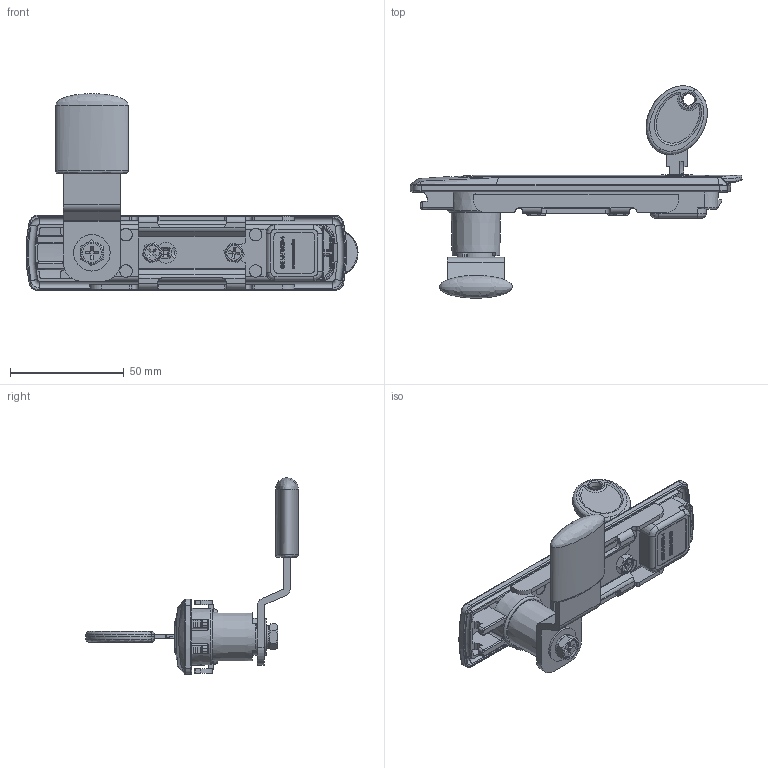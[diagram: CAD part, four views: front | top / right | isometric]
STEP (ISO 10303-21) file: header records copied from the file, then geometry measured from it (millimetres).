
FILE_DESCRIPTION(/* description */ (''),/* implementation_level */ '2;1');
FILE_NAME(/* name */ 'SBH-AF3620-4 v1.step',/* time_stamp */ '2024-06-24T08:56:26+09:00',/* author */ (''),/* organization */ (''),/* preprocessor_version */ 'ST-DEVELOPER v20',/* originating_system */ 'Autodesk Translation Framework v13.14.0.145',/* authorisation */ '');
FILE_SCHEMA (('AUTOMOTIVE_DESIGN { 1 0 10303 214 3 1 1 }'));
Products named in the file (1): SBH-AF3620-4
Bounding box: 145.98 x 93.5 x 86.5 mm (x, y, z)
Volume: 56340.3 mm3; surface area: 53257.7 mm2
Topology: 17 solids, 17 shells, 1970 faces, 5240 edges, 3387 vertices
Faces by surface type: plane 983, bspline 460, cylinder 387, torus 66, cone 52, sphere 22
Full cylindrical faces by diameter (mm): 3.1 x2, 3.2 x1, 4 x2, 4.2 x2, 4.5 x2, 5 x3, 5.5 x6, 6 x1, 6.5 x2, 7 x2, 8.3 x1, 9.8 x1, 11.5 x1, 12 x2, 13.3 x1, 13.4 x1, 14 x1, 14.3 x1, 16 x1, 17 x3, 17.6 x1, 20.6 x1
Entity records: 81913 total; most frequent: CARTESIAN_POINT 35291, ORIENTED_EDGE 10474, DIRECTION 8473, EDGE_CURVE 5237, VERTEX_POINT 3387, LINE 3041, VECTOR 3041, AXIS2_PLACEMENT_3D 2716
